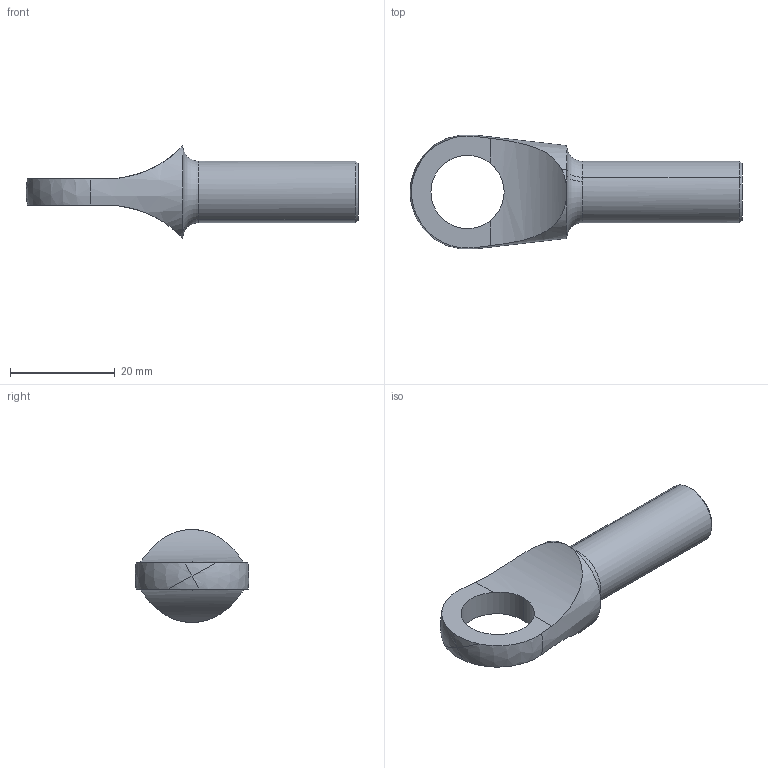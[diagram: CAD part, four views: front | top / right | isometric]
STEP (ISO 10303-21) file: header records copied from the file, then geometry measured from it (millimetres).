
FILE_DESCRIPTION(('CATIA V5 STEP Exchange'),'2;1');
FILE_NAME('Insert_chassis.stp','2018-10-22T10:06:38+00:00',('none'),('none'),'CATIA Version 5 Release 19 SP 2 (IN-10)','CATIA V5 STEP AP203','none');
FILE_SCHEMA(('CONFIG_CONTROL_DESIGN'));
Length unit declared in the file: millimetre
Products named in the file (1): Insert Frame Side
Bounding box: 63.5 x 21.79 x 17.8 mm (x, y, z)
Volume: 5309.1 mm3; surface area: 3611.8 mm2
Topology: 1 solids, 1 shells, 27 faces, 78 edges, 46 vertices
Faces by surface type: cone 9, cylinder 8, sphere 4, plane 3, torus 3
Entity records: 1019 total; most frequent: CARTESIAN_POINT 355, ORIENTED_EDGE 144, DIRECTION 99, EDGE_CURVE 72, AXIS2_PLACEMENT_3D 58, VERTEX_POINT 46, CIRCLE 32, EDGE_LOOP 28
